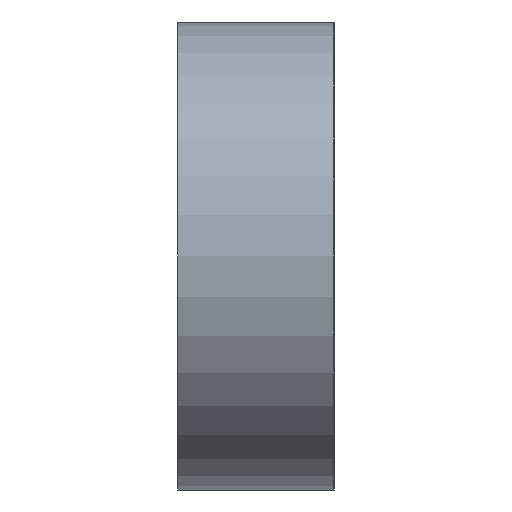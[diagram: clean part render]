
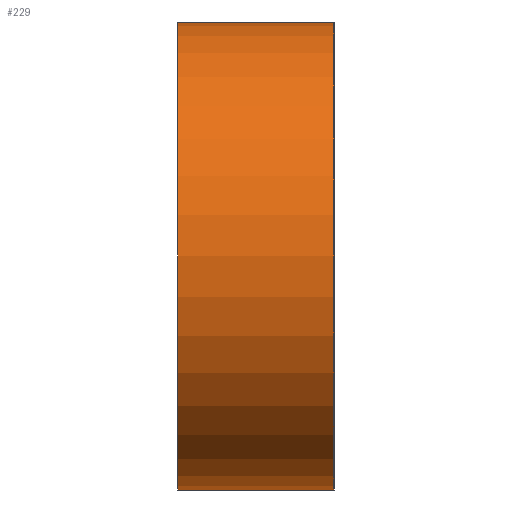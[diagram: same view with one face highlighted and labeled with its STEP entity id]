
A CAD part, left-side view. The second image highlights one B-rep face of the part: STEP entity #229.
In plain terms, the highlighted cylindrical face has radius 6 mm (diameter 12 mm), a partial arc.
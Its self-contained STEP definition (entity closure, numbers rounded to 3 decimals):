
#19 = DIRECTION ( 'NONE',  ( 0., 0., 1. ) ) ;
#39 = ORIENTED_EDGE ( 'NONE', *, *, #379, .F. ) ;
#42 = VERTEX_POINT ( 'NONE', #141 ) ;
#66 = ORIENTED_EDGE ( 'NONE', *, *, #339, .T. ) ;
#69 = AXIS2_PLACEMENT_3D ( 'NONE', #369, #194, #99 ) ;
#70 = LINE ( 'NONE', #281, #295 ) ;
#89 = CIRCLE ( 'NONE', #340, 6. ) ;
#93 = CIRCLE ( 'NONE', #69, 6. ) ;
#98 = ORIENTED_EDGE ( 'NONE', *, *, #235, .T. ) ;
#99 = DIRECTION ( 'NONE',  ( 0., 0., 1. ) ) ;
#111 = CARTESIAN_POINT ( 'NONE',  ( 0., 4., 6. ) ) ;
#114 = CARTESIAN_POINT ( 'NONE',  ( 0., 0., -6. ) ) ;
#128 = CYLINDRICAL_SURFACE ( 'NONE', #268, 6. ) ;
#140 = CARTESIAN_POINT ( 'NONE',  ( 0., 4., -6. ) ) ;
#141 = CARTESIAN_POINT ( 'NONE',  ( 0., 0., 6. ) ) ;
#152 = VERTEX_POINT ( 'NONE', #114 ) ;
#157 = VERTEX_POINT ( 'NONE', #228 ) ;
#194 = DIRECTION ( 'NONE',  ( 0., 1., 0. ) ) ;
#195 = EDGE_LOOP ( 'NONE', ( #66, #39, #246, #98 ) ) ;
#196 = FACE_OUTER_BOUND ( 'NONE', #195, .T. ) ;
#200 = CARTESIAN_POINT ( 'NONE',  ( 0., 0., 0. ) ) ;
#214 = VERTEX_POINT ( 'NONE', #140 ) ;
#218 = DIRECTION ( 'NONE',  ( 0., -1., 0. ) ) ;
#219 = VECTOR ( 'NONE', #260, 1000. ) ;
#228 = CARTESIAN_POINT ( 'NONE',  ( 0., 4., 6. ) ) ;
#229 = ADVANCED_FACE ( 'NONE', ( #196 ), #128, .T. ) ;
#235 = EDGE_CURVE ( 'NONE', #214, #152, #70, .T. ) ;
#243 = EDGE_CURVE ( 'NONE', #214, #157, #93, .T. ) ;
#246 = ORIENTED_EDGE ( 'NONE', *, *, #243, .F. ) ;
#250 = DIRECTION ( 'NONE',  ( 0., 0., -1. ) ) ;
#258 = DIRECTION ( 'NONE',  ( 0., -1., 0. ) ) ;
#260 = DIRECTION ( 'NONE',  ( 0., -1., 0. ) ) ;
#268 = AXIS2_PLACEMENT_3D ( 'NONE', #347, #218, #250 ) ;
#281 = CARTESIAN_POINT ( 'NONE',  ( 0., 4., -6. ) ) ;
#290 = DIRECTION ( 'NONE',  ( 0., 1., 0. ) ) ;
#295 = VECTOR ( 'NONE', #258, 1000. ) ;
#307 = LINE ( 'NONE', #111, #219 ) ;
#339 = EDGE_CURVE ( 'NONE', #152, #42, #89, .T. ) ;
#340 = AXIS2_PLACEMENT_3D ( 'NONE', #200, #290, #19 ) ;
#347 = CARTESIAN_POINT ( 'NONE',  ( 0., 4., 0. ) ) ;
#369 = CARTESIAN_POINT ( 'NONE',  ( 0., 4., 0. ) ) ;
#379 = EDGE_CURVE ( 'NONE', #157, #42, #307, .T. ) ;
